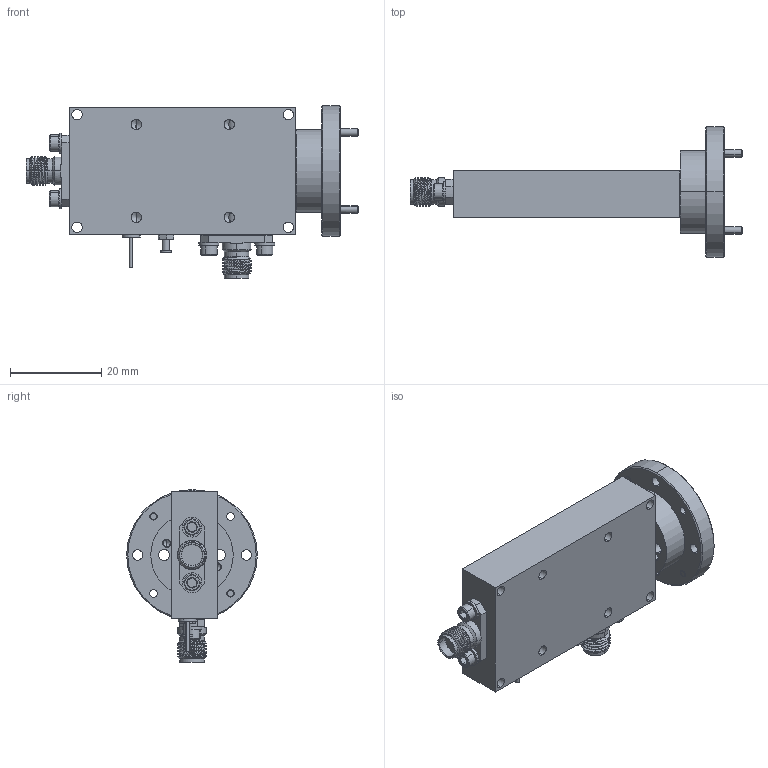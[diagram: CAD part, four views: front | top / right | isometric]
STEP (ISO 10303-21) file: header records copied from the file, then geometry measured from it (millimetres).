
FILE_DESCRIPTION (( 'STEP AP203' ), '1' );
FILE_NAME ('SR-SQ-A-2.STEP', '2025-06-17T19:41:42', ( '' ), ( '' ), 'SwSTEP 2.0', 'SolidWorks 2021', '' );
FILE_SCHEMA (( 'CONFIG_CONTROL_DESIGN' ));
Products named in the file (1): SR-SQ-A-2
Bounding box: 72.63 x 28.57 x 37.78 mm (x, y, z)
Volume: 17881.2 mm3; surface area: 9310 mm2
Topology: 1 solids, 9 shells, 1645 faces, 4446 edges, 2873 vertices
Faces by surface type: plane 575, cylinder 572, bspline 268, cone 230
Entity records: 75366 total; most frequent: CARTESIAN_POINT 38061, ORIENTED_EDGE 8824, DIRECTION 6323, EDGE_CURVE 4412, VERTEX_POINT 2873, VECTOR 2167, LINE 2167, AXIS2_PLACEMENT_3D 2078
